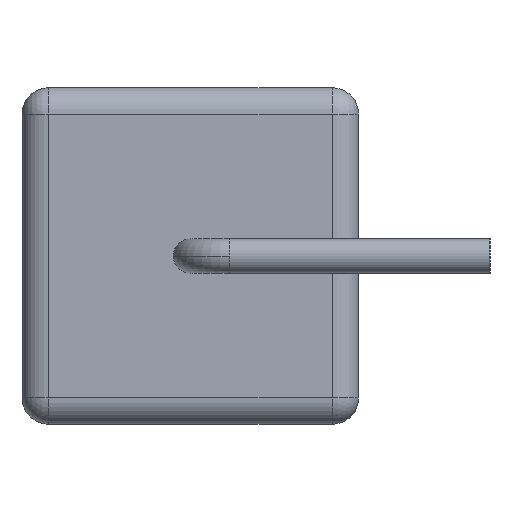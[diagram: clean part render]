
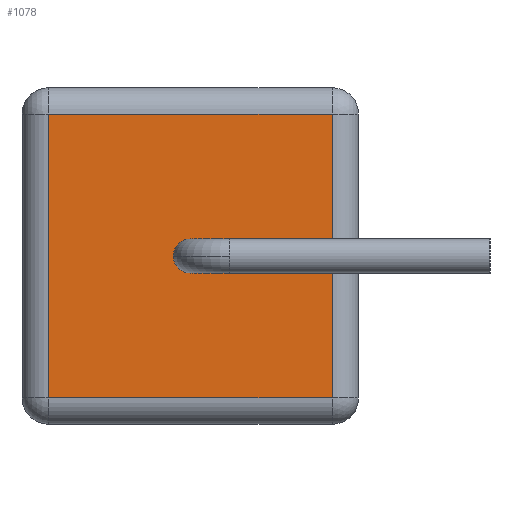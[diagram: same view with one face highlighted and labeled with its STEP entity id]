
A CAD part, left-side view. The second image highlights one B-rep face of the part: STEP entity #1078.
In plain terms, the highlighted planar face has unit normal (-1, 0, 0).
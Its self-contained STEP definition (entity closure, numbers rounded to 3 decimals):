
#15 = FACE_BOUND ( 'NONE', #1045, .T. ) ;
#17 = EDGE_CURVE ( 'NONE', #478, #126, #315, .T. ) ;
#29 = DIRECTION ( 'NONE',  ( 1., 0., 0. ) ) ;
#46 = VERTEX_POINT ( 'NONE', #927 ) ;
#69 = CARTESIAN_POINT ( 'NONE',  ( -12.5, 3.7, 0. ) ) ;
#71 = FACE_OUTER_BOUND ( 'NONE', #809, .T. ) ;
#85 = LINE ( 'NONE', #248, #610 ) ;
#86 = CARTESIAN_POINT ( 'NONE',  ( -12.5, 6.9, -2.7 ) ) ;
#126 = VERTEX_POINT ( 'NONE', #137 ) ;
#137 = CARTESIAN_POINT ( 'NONE',  ( -12.5, 6.4, -2.7 ) ) ;
#230 = EDGE_CURVE ( 'NONE', #233, #896, #821, .T. ) ;
#233 = VERTEX_POINT ( 'NONE', #763 ) ;
#248 = CARTESIAN_POINT ( 'NONE',  ( -12.5, 1., 3.2 ) ) ;
#263 = VERTEX_POINT ( 'NONE', #587 ) ;
#266 = VECTOR ( 'NONE', #1103, 1000. ) ;
#290 = AXIS2_PLACEMENT_3D ( 'NONE', #595, #771, #422 ) ;
#298 = ORIENTED_EDGE ( 'NONE', *, *, #732, .T. ) ;
#315 = LINE ( 'NONE', #541, #855 ) ;
#340 = VECTOR ( 'NONE', #509, 1000. ) ;
#381 = PLANE ( 'NONE',  #1048 ) ;
#386 = EDGE_CURVE ( 'NONE', #126, #46, #1102, .T. ) ;
#422 = DIRECTION ( 'NONE',  ( 0., 0., -1. ) ) ;
#469 = DIRECTION ( 'NONE',  ( 0., 0., -1. ) ) ;
#478 = VERTEX_POINT ( 'NONE', #961 ) ;
#499 = LINE ( 'NONE', #816, #266 ) ;
#509 = DIRECTION ( 'NONE',  ( 0., -1., 0. ) ) ;
#541 = CARTESIAN_POINT ( 'NONE',  ( -12.5, 6.4, 3.2 ) ) ;
#583 = ORIENTED_EDGE ( 'NONE', *, *, #934, .T. ) ;
#587 = CARTESIAN_POINT ( 'NONE',  ( -12.5, 1., 2.7 ) ) ;
#595 = CARTESIAN_POINT ( 'NONE',  ( -12.5, 3.7, 0. ) ) ;
#610 = VECTOR ( 'NONE', #1137, 1000. ) ;
#669 = DIRECTION ( 'NONE',  ( 1., 0., 0. ) ) ;
#732 = EDGE_CURVE ( 'NONE', #896, #233, #776, .T. ) ;
#743 = ORIENTED_EDGE ( 'NONE', *, *, #230, .T. ) ;
#763 = CARTESIAN_POINT ( 'NONE',  ( -12.5, 3.7, 0.325 ) ) ;
#771 = DIRECTION ( 'NONE',  ( 1., 0., 0. ) ) ;
#776 = CIRCLE ( 'NONE', #290, 0.325 ) ;
#809 = EDGE_LOOP ( 'NONE', ( #890, #583, #993, #1059 ) ) ;
#815 = EDGE_CURVE ( 'NONE', #263, #478, #499, .T. ) ;
#816 = CARTESIAN_POINT ( 'NONE',  ( -12.5, 6.9, 2.7 ) ) ;
#821 = CIRCLE ( 'NONE', #925, 0.325 ) ;
#846 = CARTESIAN_POINT ( 'NONE',  ( -12.5, 3.7, -0.325 ) ) ;
#849 = DIRECTION ( 'NONE',  ( 0., 0., -1. ) ) ;
#855 = VECTOR ( 'NONE', #982, 1000. ) ;
#890 = ORIENTED_EDGE ( 'NONE', *, *, #386, .T. ) ;
#896 = VERTEX_POINT ( 'NONE', #846 ) ;
#925 = AXIS2_PLACEMENT_3D ( 'NONE', #69, #669, #849 ) ;
#927 = CARTESIAN_POINT ( 'NONE',  ( -12.5, 1., -2.7 ) ) ;
#934 = EDGE_CURVE ( 'NONE', #46, #263, #85, .T. ) ;
#961 = CARTESIAN_POINT ( 'NONE',  ( -12.5, 6.4, 2.7 ) ) ;
#982 = DIRECTION ( 'NONE',  ( 0., 0., -1. ) ) ;
#993 = ORIENTED_EDGE ( 'NONE', *, *, #815, .T. ) ;
#1002 = CARTESIAN_POINT ( 'NONE',  ( -12.5, 6.9, 3.2 ) ) ;
#1045 = EDGE_LOOP ( 'NONE', ( #298, #743 ) ) ;
#1048 = AXIS2_PLACEMENT_3D ( 'NONE', #1002, #29, #469 ) ;
#1059 = ORIENTED_EDGE ( 'NONE', *, *, #17, .T. ) ;
#1078 = ADVANCED_FACE ( 'NONE', ( #15, #71 ), #381, .F. ) ;
#1102 = LINE ( 'NONE', #86, #340 ) ;
#1103 = DIRECTION ( 'NONE',  ( 0., 1., 0. ) ) ;
#1137 = DIRECTION ( 'NONE',  ( 0., 0., 1. ) ) ;
